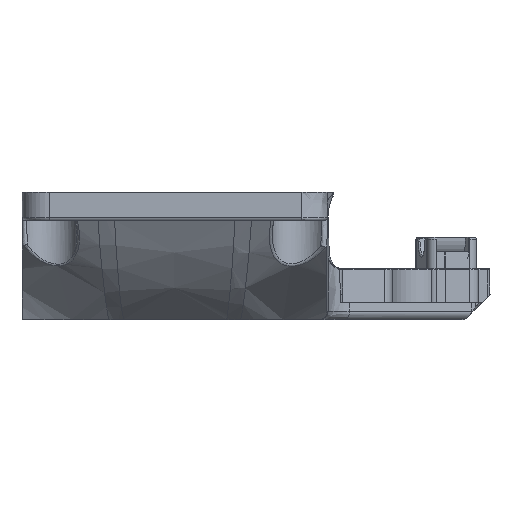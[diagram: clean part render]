
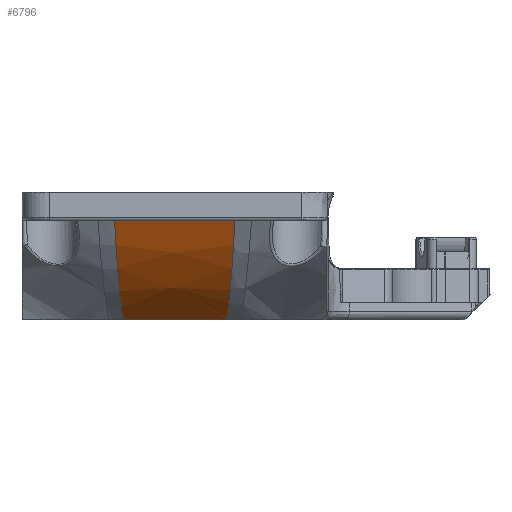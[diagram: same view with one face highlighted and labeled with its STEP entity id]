
A CAD part, front view. The second image highlights one B-rep face of the part: STEP entity #6796.
In plain terms, the highlighted free-form (B-spline) face has degree [3, 3] with [6, 4] control points.
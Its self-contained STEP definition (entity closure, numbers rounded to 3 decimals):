
#149=ELLIPSE('',#7238,67.387,35.601);
#537=LINE('',#11106,#803);
#675=LINE('',#24704,#941);
#803=VECTOR('',#7649,10.);
#941=VECTOR('',#8289,10.);
#1341=FACE_OUTER_BOUND('',#1725,.T.);
#1725=EDGE_LOOP('',(#5950,#5951,#5952,#5953,#5954,#5955,#5956));
#2312=B_SPLINE_CURVE_WITH_KNOTS('',3,(#24612,#24613,#24614,#24615,#24616,
#24617,#24618,#24619,#24620,#24621,#24622,#24623,#24624,#24625,#24626,#24627,
#24628,#24629,#24630,#24631,#24632,#24633,#24634,#24635,#24636,#24637,#24638,
#24639,#24640,#24641,#24642,#24643,#24644,#24645,#24646,#24647,#24648,#24649),
 .UNSPECIFIED.,.F.,.F.,(4,2,2,2,2,2,2,2,2,2,2,2,2,2,2,2,2,2,4),(0.668,
0.67,0.709,0.748,0.789,
0.831,0.874,0.92,0.968,
1.017,1.068,1.122,1.176,1.231,
1.236,1.249,1.268,1.299,1.34),
 .UNSPECIFIED.);
#2313=B_SPLINE_CURVE_WITH_KNOTS('',3,(#24651,#24652,#24653,#24654,#24655,
#24656,#24657,#24658,#24659,#24660,#24661,#24662,#24663,#24664,#24665,#24666),
 .UNSPECIFIED.,.F.,.F.,(4,2,2,2,2,2,2,4),(0.223,0.296,
0.371,0.452,0.535,0.625,
0.633,0.668),.UNSPECIFIED.);
#2314=B_SPLINE_CURVE_WITH_KNOTS('',3,(#24695,#24696,#24697,#24698),
 .UNSPECIFIED.,.F.,.F.,(4,4),(0.665,0.961),
 .UNSPECIFIED.);
#2315=B_SPLINE_CURVE_WITH_KNOTS('',3,(#24700,#24701,#24702,#24703),
 .UNSPECIFIED.,.F.,.F.,(4,4),(0.349,0.665),
 .UNSPECIFIED.);
#2551=VERTEX_POINT('',#11103);
#2552=VERTEX_POINT('',#11105);
#3003=VERTEX_POINT('',#24611);
#3004=VERTEX_POINT('',#24650);
#3005=VERTEX_POINT('',#24692);
#3006=VERTEX_POINT('',#24694);
#3007=VERTEX_POINT('',#24699);
#3329=EDGE_CURVE('',#2551,#2552,#537,.T.);
#4023=EDGE_CURVE('',#3003,#2552,#2312,.T.);
#4024=EDGE_CURVE('',#3004,#3003,#2313,.T.);
#4026=EDGE_CURVE('',#3005,#2551,#149,.T.);
#4027=EDGE_CURVE('',#3006,#3005,#2314,.T.);
#4028=EDGE_CURVE('',#3007,#3006,#2315,.T.);
#4029=EDGE_CURVE('',#3004,#3007,#675,.F.);
#5950=ORIENTED_EDGE('',*,*,#4023,.T.);
#5951=ORIENTED_EDGE('',*,*,#3329,.F.);
#5952=ORIENTED_EDGE('',*,*,#4026,.F.);
#5953=ORIENTED_EDGE('',*,*,#4027,.F.);
#5954=ORIENTED_EDGE('',*,*,#4028,.F.);
#5955=ORIENTED_EDGE('',*,*,#4029,.F.);
#5956=ORIENTED_EDGE('',*,*,#4024,.T.);
#6486=B_SPLINE_SURFACE_WITH_KNOTS('',3,3,((#24668,#24669,#24670,#24671),
(#24672,#24673,#24674,#24675),(#24676,#24677,#24678,#24679),(#24680,#24681,
#24682,#24683),(#24684,#24685,#24686,#24687),(#24688,#24689,#24690,#24691)),
 .UNSPECIFIED.,.F.,.F.,.F.,(4,2,4),(4,4),(0.,1.,1.996),
(0.349,1.),.UNSPECIFIED.);
#6796=ADVANCED_FACE('',(#1341),#6486,.T.);
#7238=AXIS2_PLACEMENT_3D('',#24693,#8287,#8288);
#7649=DIRECTION('',(-1.,0.,0.));
#8287=DIRECTION('center_axis',(0.996,0.091,0.));
#8288=DIRECTION('ref_axis',(-0.01,0.11,0.994));
#8289=DIRECTION('',(-1.,0.,0.));
#11103=CARTESIAN_POINT('',(50.929,71.066,10.117));
#11105=CARTESIAN_POINT('',(38.774,71.067,10.117));
#11106=CARTESIAN_POINT('',(44.697,71.066,10.117));
#24611=CARTESIAN_POINT('',(38.068,64.319,16.117));
#24612=CARTESIAN_POINT('Ctrl Pts',(38.068,64.319,16.117));
#24613=CARTESIAN_POINT('Ctrl Pts',(38.069,64.329,16.105));
#24614=CARTESIAN_POINT('Ctrl Pts',(38.07,64.339,16.093));
#24615=CARTESIAN_POINT('Ctrl Pts',(38.083,64.489,15.913));
#24616=CARTESIAN_POINT('Ctrl Pts',(38.096,64.629,15.748));
#24617=CARTESIAN_POINT('Ctrl Pts',(38.122,64.913,15.42));
#24618=CARTESIAN_POINT('Ctrl Pts',(38.135,65.057,15.257));
#24619=CARTESIAN_POINT('Ctrl Pts',(38.161,65.35,14.933));
#24620=CARTESIAN_POINT('Ctrl Pts',(38.175,65.498,14.772));
#24621=CARTESIAN_POINT('Ctrl Pts',(38.202,65.798,14.453));
#24622=CARTESIAN_POINT('Ctrl Pts',(38.216,65.95,14.295));
#24623=CARTESIAN_POINT('Ctrl Pts',(38.244,66.257,13.981));
#24624=CARTESIAN_POINT('Ctrl Pts',(38.258,66.413,13.825));
#24625=CARTESIAN_POINT('Ctrl Pts',(38.288,66.731,13.515));
#24626=CARTESIAN_POINT('Ctrl Pts',(38.303,66.893,13.36));
#24627=CARTESIAN_POINT('Ctrl Pts',(38.334,67.22,13.054));
#24628=CARTESIAN_POINT('Ctrl Pts',(38.35,67.385,12.904));
#24629=CARTESIAN_POINT('Ctrl Pts',(38.382,67.717,12.608));
#24630=CARTESIAN_POINT('Ctrl Pts',(38.398,67.885,12.463));
#24631=CARTESIAN_POINT('Ctrl Pts',(38.432,68.22,12.178));
#24632=CARTESIAN_POINT('Ctrl Pts',(38.449,68.389,12.039));
#24633=CARTESIAN_POINT('Ctrl Pts',(38.485,68.728,11.765));
#24634=CARTESIAN_POINT('Ctrl Pts',(38.503,68.899,11.63));
#24635=CARTESIAN_POINT('Ctrl Pts',(38.541,69.239,11.369));
#24636=CARTESIAN_POINT('Ctrl Pts',(38.56,69.409,11.243));
#24637=CARTESIAN_POINT('Ctrl Pts',(38.599,69.746,10.997));
#24638=CARTESIAN_POINT('Ctrl Pts',(38.619,69.914,10.878));
#24639=CARTESIAN_POINT('Ctrl Pts',(38.642,70.092,10.755));
#24640=CARTESIAN_POINT('Ctrl Pts',(38.643,70.106,10.745));
#24641=CARTESIAN_POINT('Ctrl Pts',(38.65,70.16,10.708));
#24642=CARTESIAN_POINT('Ctrl Pts',(38.655,70.199,10.681));
#24643=CARTESIAN_POINT('Ctrl Pts',(38.667,70.294,10.617));
#24644=CARTESIAN_POINT('Ctrl Pts',(38.675,70.35,10.579));
#24645=CARTESIAN_POINT('Ctrl Pts',(38.694,70.5,10.48));
#24646=CARTESIAN_POINT('Ctrl Pts',(38.707,70.594,10.418));
#24647=CARTESIAN_POINT('Ctrl Pts',(38.738,70.814,10.275));
#24648=CARTESIAN_POINT('Ctrl Pts',(38.756,70.94,10.196));
#24649=CARTESIAN_POINT('Ctrl Pts',(38.774,71.067,10.117));
#24650=CARTESIAN_POINT('',(37.711,60.44,21.817));
#24651=CARTESIAN_POINT('Ctrl Pts',(37.711,60.44,21.817));
#24652=CARTESIAN_POINT('Ctrl Pts',(37.724,60.587,21.549));
#24653=CARTESIAN_POINT('Ctrl Pts',(37.739,60.745,21.271));
#24654=CARTESIAN_POINT('Ctrl Pts',(37.77,61.087,20.685));
#24655=CARTESIAN_POINT('Ctrl Pts',(37.787,61.273,20.378));
#24656=CARTESIAN_POINT('Ctrl Pts',(37.825,61.68,19.726));
#24657=CARTESIAN_POINT('Ctrl Pts',(37.845,61.903,19.382));
#24658=CARTESIAN_POINT('Ctrl Pts',(37.89,62.386,18.665));
#24659=CARTESIAN_POINT('Ctrl Pts',(37.914,62.646,18.292));
#24660=CARTESIAN_POINT('Ctrl Pts',(37.966,63.214,17.512));
#24661=CARTESIAN_POINT('Ctrl Pts',(37.994,63.522,17.105));
#24662=CARTESIAN_POINT('Ctrl Pts',(38.027,63.876,16.661));
#24663=CARTESIAN_POINT('Ctrl Pts',(38.03,63.905,16.624));
#24664=CARTESIAN_POINT('Ctrl Pts',(38.044,64.062,16.428));
#24665=CARTESIAN_POINT('Ctrl Pts',(38.056,64.19,16.271));
#24666=CARTESIAN_POINT('Ctrl Pts',(38.068,64.319,16.117));
#24668=CARTESIAN_POINT('Ctrl Pts',(51.898,60.44,21.817));
#24669=CARTESIAN_POINT('Ctrl Pts',(51.731,62.274,18.475));
#24670=CARTESIAN_POINT('Ctrl Pts',(51.408,65.816,13.371));
#24671=CARTESIAN_POINT('Ctrl Pts',(50.929,71.066,10.117));
#24672=CARTESIAN_POINT('Ctrl Pts',(50.924,60.44,21.817));
#24673=CARTESIAN_POINT('Ctrl Pts',(50.416,62.274,18.475));
#24674=CARTESIAN_POINT('Ctrl Pts',(49.565,65.816,13.371));
#24675=CARTESIAN_POINT('Ctrl Pts',(48.852,71.066,10.117));
#24676=CARTESIAN_POINT('Ctrl Pts',(47.159,60.44,21.817));
#24677=CARTESIAN_POINT('Ctrl Pts',(47.093,62.274,18.475));
#24678=CARTESIAN_POINT('Ctrl Pts',(46.965,65.816,13.371));
#24679=CARTESIAN_POINT('Ctrl Pts',(46.775,71.066,10.117));
#24680=CARTESIAN_POINT('Ctrl Pts',(42.43,60.44,21.817));
#24681=CARTESIAN_POINT('Ctrl Pts',(42.464,62.274,18.475));
#24682=CARTESIAN_POINT('Ctrl Pts',(42.531,65.816,13.371));
#24683=CARTESIAN_POINT('Ctrl Pts',(42.629,71.066,10.117));
#24684=CARTESIAN_POINT('Ctrl Pts',(40.07,60.44,21.817));
#24685=CARTESIAN_POINT('Ctrl Pts',(40.155,62.274,18.475));
#24686=CARTESIAN_POINT('Ctrl Pts',(40.318,65.816,13.371));
#24687=CARTESIAN_POINT('Ctrl Pts',(40.56,71.066,10.117));
#24688=CARTESIAN_POINT('Ctrl Pts',(37.711,60.44,21.817));
#24689=CARTESIAN_POINT('Ctrl Pts',(37.846,62.274,18.475));
#24690=CARTESIAN_POINT('Ctrl Pts',(38.106,65.816,13.371));
#24691=CARTESIAN_POINT('Ctrl Pts',(38.491,71.067,10.117));
#24692=CARTESIAN_POINT('',(51.013,70.146,10.717));
#24693=CARTESIAN_POINT('Origin',(49.493,86.818,74.134));
#24694=CARTESIAN_POINT('',(51.545,64.319,16.117));
#24695=CARTESIAN_POINT('Ctrl Pts',(51.545,64.319,16.117));
#24696=CARTESIAN_POINT('Ctrl Pts',(51.4,65.907,14.206));
#24697=CARTESIAN_POINT('Ctrl Pts',(51.222,67.85,12.292));
#24698=CARTESIAN_POINT('Ctrl Pts',(51.013,70.146,10.717));
#24699=CARTESIAN_POINT('',(51.898,60.44,21.817));
#24700=CARTESIAN_POINT('Ctrl Pts',(51.898,60.44,21.817));
#24701=CARTESIAN_POINT('Ctrl Pts',(51.817,61.33,20.195));
#24702=CARTESIAN_POINT('Ctrl Pts',(51.699,62.623,18.157));
#24703=CARTESIAN_POINT('Ctrl Pts',(51.545,64.319,16.117));
#24704=CARTESIAN_POINT('',(51.898,60.44,21.817));
